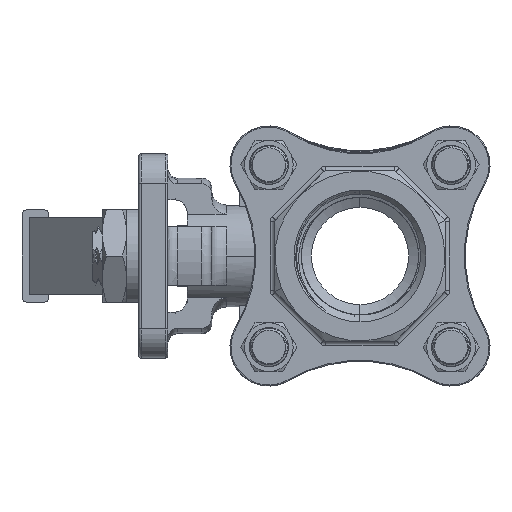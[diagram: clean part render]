
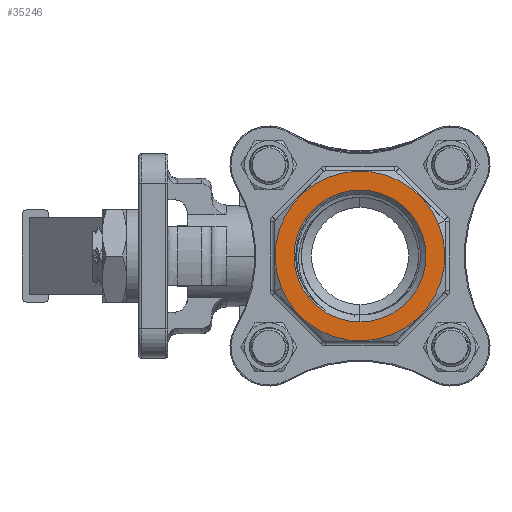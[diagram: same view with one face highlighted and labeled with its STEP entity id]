
A CAD part, left-side view. The second image highlights one B-rep face of the part: STEP entity #35246.
In plain terms, the highlighted planar face has unit normal (-1, 0, 0).
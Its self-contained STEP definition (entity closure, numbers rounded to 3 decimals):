
#32818=CARTESIAN_POINT('',(-18.5,0.,0.));
#32819=DIRECTION('',(1.,0.,0.));
#32820=DIRECTION('',(0.,0.,-1.));
#32821=AXIS2_PLACEMENT_3D('',#32818,#32819,#32820);
#32823=CARTESIAN_POINT('',(-18.5,0.,0.));
#32824=DIRECTION('',(1.,0.,0.));
#32825=DIRECTION('',(0.,0.,1.));
#32826=AXIS2_PLACEMENT_3D('',#32823,#32824,#32825);
#32828=CARTESIAN_POINT('',(-18.5,0.,0.));
#32829=DIRECTION('',(1.,0.,0.));
#32830=DIRECTION('',(0.,0.924,-0.383));
#32831=AXIS2_PLACEMENT_3D('',#32828,#32829,#32830);
#32833=CARTESIAN_POINT('',(-18.5,0.,0.));
#32834=DIRECTION('',(1.,0.,0.));
#32835=DIRECTION('',(0.,-0.924,0.383));
#32836=AXIS2_PLACEMENT_3D('',#32833,#32834,#32835);
#33580=CARTESIAN_POINT('',(-18.5,0.,-13.56));
#33581=CARTESIAN_POINT('',(-18.5,0.,13.56));
#33582=VERTEX_POINT('',#33580);
#33583=VERTEX_POINT('',#33581);
#33584=CARTESIAN_POINT('',(-18.5,16.114,-6.675));
#33585=CARTESIAN_POINT('',(-18.5,-16.114,6.675));
#33586=VERTEX_POINT('',#33584);
#33587=VERTEX_POINT('',#33585);
#35231=CARTESIAN_POINT('',(-18.5,0.,0.));
#35232=DIRECTION('',(1.,0.,0.));
#35233=DIRECTION('',(0.,-1.,0.));
#35234=AXIS2_PLACEMENT_3D('',#35231,#35232,#35233);
#35235=PLANE('',#35234);
#35237=ORIENTED_EDGE('',*,*,#35236,.T.);
#35239=ORIENTED_EDGE('',*,*,#35238,.T.);
#35240=EDGE_LOOP('',(#35237,#35239));
#35241=FACE_OUTER_BOUND('',#35240,.F.);
#35242=ORIENTED_EDGE('',*,*,#35125,.F.);
#35243=ORIENTED_EDGE('',*,*,#35225,.F.);
#35244=EDGE_LOOP('',(#35242,#35243));
#35245=FACE_BOUND('',#35244,.F.);
#32822=CIRCLE('',#32821,13.56);
#32827=CIRCLE('',#32826,13.56);
#32832=CIRCLE('',#32831,17.442);
#32837=CIRCLE('',#32836,17.442);
#35125=EDGE_CURVE('',#33582,#33583,#32822,.T.);
#35225=EDGE_CURVE('',#33583,#33582,#32827,.T.);
#35236=EDGE_CURVE('',#33586,#33587,#32832,.T.);
#35238=EDGE_CURVE('',#33587,#33586,#32837,.T.);
#35246=ADVANCED_FACE('',(#35241,#35245),#35235,.F.);
